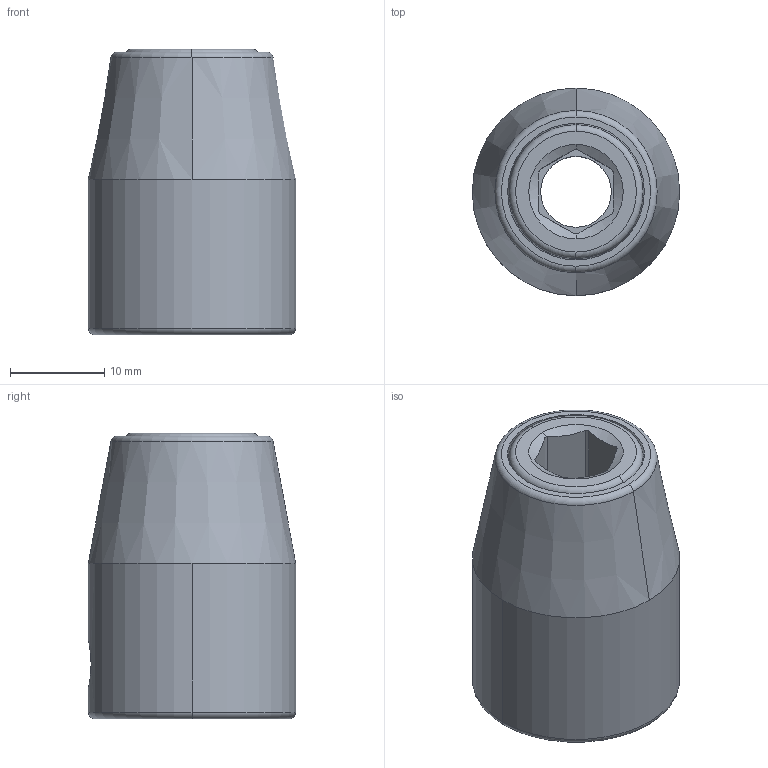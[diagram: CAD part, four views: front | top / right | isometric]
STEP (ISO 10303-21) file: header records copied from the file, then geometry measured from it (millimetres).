
FILE_DESCRIPTION((''),'2;1');
FILE_NAME('4027123571_ASM','2023-09-01T08:23:07',('a00565553'),(''),'CREO PARAMETRIC BY PTC INC, 2022414','CREO PARAMETRIC BY PTC INC, 2022414','');
FILE_SCHEMA(('CONFIG_CONTROL_DESIGN','GEOMETRIC_VALIDATION_PROPERTIES_MIM'));
Length unit declared in the file: millimetre
Products named in the file (3): 4027123501; 4027040902; 4027123571_ASM
Assembly tree (2 placements, depth 2):
  4027123571_ASM
    4027123501
    4027040902
Bounding box: 22 x 22 x 30.3 mm (x, y, z)
Volume: 7407.4 mm3; surface area: 6775.4 mm2
Topology: 2 solids, 2 shells, 73 faces, 197 edges, 126 vertices
Faces by surface type: cylinder 29, plane 21, cone 14, torus 9
Entity records: 2990 total; most frequent: CARTESIAN_POINT 764, DIRECTION 400, ORIENTED_EDGE 394, EDGE_CURVE 197, AXIS2_PLACEMENT_3D 166, VERTEX_POINT 126, CIRCLE 88, EDGE_LOOP 81
